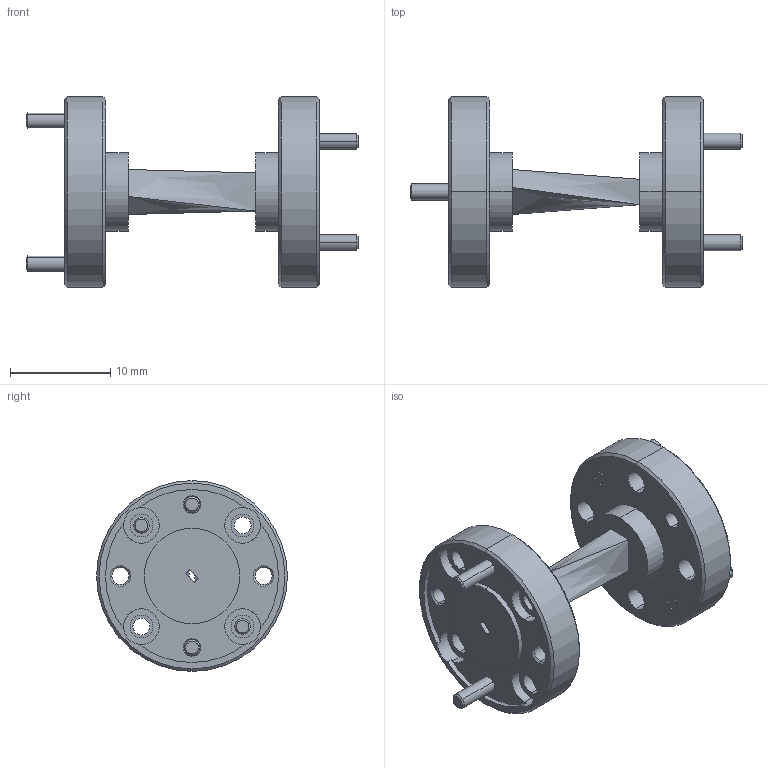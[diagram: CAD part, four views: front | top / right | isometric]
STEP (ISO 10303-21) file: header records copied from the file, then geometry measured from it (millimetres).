
FILE_DESCRIPTION (( 'STEP AP214' ), '1' );
FILE_NAME ('WB-TG-5R-A-L, Defeatured.STEP', '2025-02-03T19:39:13', ( '' ), ( '' ), 'SwSTEP 2.0', 'SolidWorks 2021', '' );
FILE_SCHEMA (( 'AUTOMOTIVE_DESIGN' ));
Length unit declared in the file: inch
Products named in the file (1): WB-TG-5R-A-L, Defeatured
Bounding box: 33.15 x 19.05 x 19.05 mm (x, y, z)
Volume: 2295 mm3; surface area: 2468.8 mm2
Topology: 5 solids, 5 shells, 159 faces, 375 edges, 234 vertices
Faces by surface type: cylinder 77, cone 40, plane 34, bspline 8
Entity records: 4831 total; most frequent: DIRECTION 889, CARTESIAN_POINT 857, ORIENTED_EDGE 750, EDGE_CURVE 375, AXIS2_PLACEMENT_3D 362, VERTEX_POINT 234, CIRCLE 210, EDGE_LOOP 201
